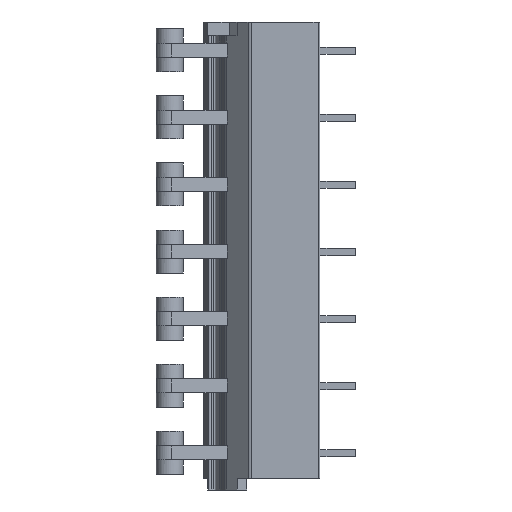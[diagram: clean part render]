
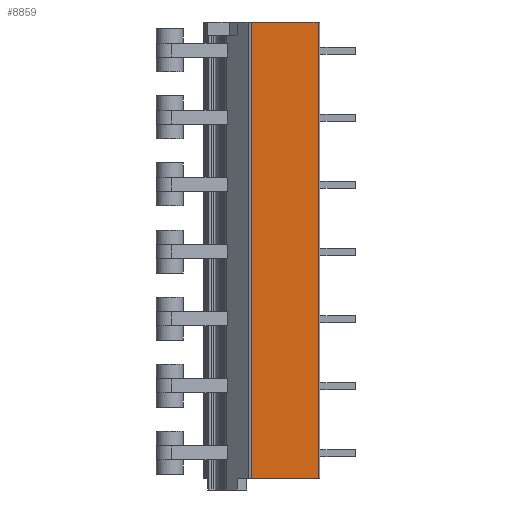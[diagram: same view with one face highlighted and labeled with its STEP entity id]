
A CAD part, left-side view. The second image highlights one B-rep face of the part: STEP entity #8859.
In plain terms, the highlighted planar face has unit normal (-1, 0, 0).
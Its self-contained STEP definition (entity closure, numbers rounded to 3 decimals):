
#30=DIRECTION('',(0.,-1.,0.));
#31=VECTOR('',#30,7.471);
#32=CARTESIAN_POINT('',(0.,7.671,-47.8));
#33=LINE('',#32,#31);
#310=DIRECTION('',(0.,-1.,0.));
#311=VECTOR('',#310,7.471);
#312=CARTESIAN_POINT('',(0.,7.671,3.2));
#313=LINE('',#312,#311);
#451=DIRECTION('',(0.,0.,1.));
#452=VECTOR('',#451,51.);
#453=CARTESIAN_POINT('',(0.,7.671,-47.8));
#454=LINE('',#453,#452);
#455=DIRECTION('',(0.,0.,1.));
#456=VECTOR('',#455,51.);
#457=CARTESIAN_POINT('',(0.,0.2,-47.8));
#458=LINE('',#457,#456);
#6837=CARTESIAN_POINT('',(0.,7.671,-47.8));
#6839=VERTEX_POINT('',#6837);
#6840=CARTESIAN_POINT('',(0.,0.2,-47.8));
#6841=VERTEX_POINT('',#6840);
#6957=CARTESIAN_POINT('',(0.,7.671,3.2));
#6959=VERTEX_POINT('',#6957);
#6960=CARTESIAN_POINT('',(0.,0.2,3.2));
#6961=VERTEX_POINT('',#6960);
#8847=CARTESIAN_POINT('',(0.,7.671,-47.8));
#8848=DIRECTION('',(-1.,0.,0.));
#8849=DIRECTION('',(0.,-1.,0.));
#8850=AXIS2_PLACEMENT_3D('',#8847,#8848,#8849);
#8851=PLANE('',#8850);
#8852=ORIENTED_EDGE('',*,*,#8841,.T.);
#8853=ORIENTED_EDGE('',*,*,#8735,.T.);
#8855=ORIENTED_EDGE('',*,*,#8854,.F.);
#8856=ORIENTED_EDGE('',*,*,#8535,.F.);
#8857=EDGE_LOOP('',(#8852,#8853,#8855,#8856));
#8858=FACE_OUTER_BOUND('',#8857,.F.);
#8859=ADVANCED_FACE('',(#8858),#8851,.T.);
#8535=EDGE_CURVE('',#6839,#6841,#33,.T.);
#8735=EDGE_CURVE('',#6959,#6961,#313,.T.);
#8841=EDGE_CURVE('',#6839,#6959,#454,.T.);
#8854=EDGE_CURVE('',#6841,#6961,#458,.T.);
